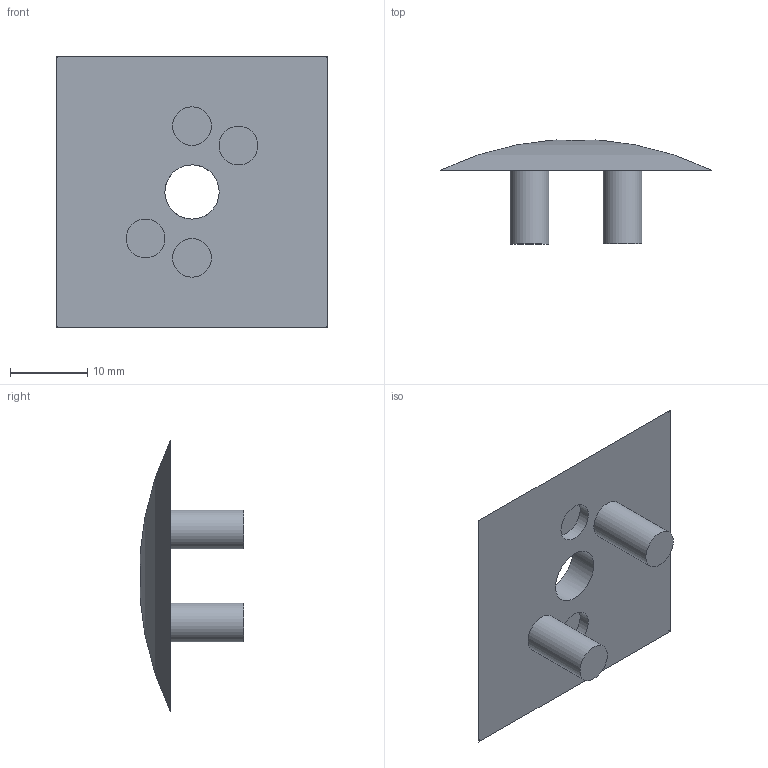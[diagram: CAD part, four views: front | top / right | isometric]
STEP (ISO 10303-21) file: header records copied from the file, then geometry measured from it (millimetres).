
FILE_DESCRIPTION(/* description */ (''),/* implementation_level */ '2;1');
FILE_NAME(/* name */ 'thumper-bumper-trigger-v2.stp',/* time_stamp */ '2017-03-08T18:53:12-08:00',/* author */ ('John'),/* organization */ (''),/* preprocessor_version */ 'ST-DEVELOPER v16.5',/* originating_system */ 'Autodesk Inventor 2017',/* authorisation */ '');
FILE_SCHEMA (('AUTOMOTIVE_DESIGN { 1 0 10303 214 3 1 1 }'));
Length unit declared in the file: millimetre
Products named in the file (1): thumper-bumper-trigger-v2
Bounding box: 35 x 13.42 x 35 mm (x, y, z)
Volume: 2655.3 mm3; surface area: 2867.8 mm2
Topology: 1 solids, 1 shells, 14 faces, 27 edges, 18 vertices
Faces by surface type: cylinder 9, plane 5
Full cylindrical faces by diameter (mm): 5 x4, 7 x1
Entity records: 394 total; most frequent: CARTESIAN_POINT 91, DIRECTION 60, ORIENTED_EDGE 42, AXIS2_PLACEMENT_3D 28, EDGE_LOOP 24, EDGE_CURVE 21, VERTEX_POINT 17, FACE_OUTER_BOUND 14
